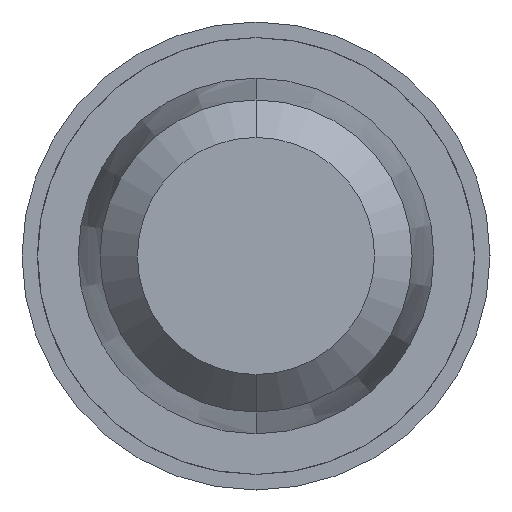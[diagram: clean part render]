
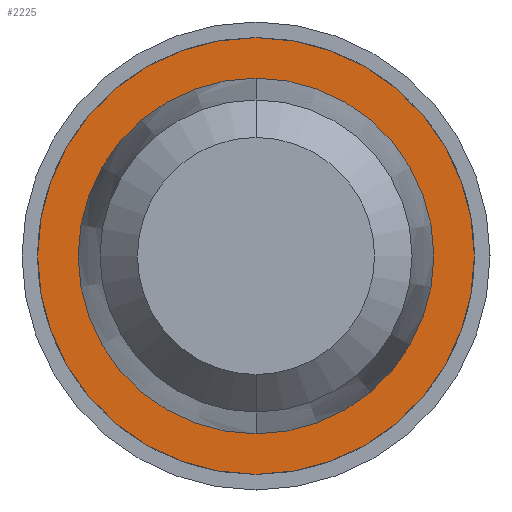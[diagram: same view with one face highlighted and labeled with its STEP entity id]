
A CAD part, front view. The second image highlights one B-rep face of the part: STEP entity #2225.
In plain terms, the highlighted planar face has unit normal (0, -1, 0).
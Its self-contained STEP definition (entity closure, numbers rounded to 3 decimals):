
#299 = VERTEX_POINT ( 'NONE', #946 ) ;
#346 = CARTESIAN_POINT ( 'NONE',  ( 0., 26., 0. ) ) ;
#421 = VERTEX_POINT ( 'NONE', #3126 ) ;
#520 = ORIENTED_EDGE ( 'NONE', *, *, #1789, .T. ) ;
#664 = DIRECTION ( 'NONE',  ( 0., 0., -1. ) ) ;
#810 = EDGE_LOOP ( 'NONE', ( #1178, #3896 ) ) ;
#820 = DIRECTION ( 'NONE',  ( 0., -1., 0. ) ) ;
#888 = DIRECTION ( 'NONE',  ( 0., 0., -1. ) ) ;
#946 = CARTESIAN_POINT ( 'NONE',  ( 0., 26., -0.7 ) ) ;
#1017 = VERTEX_POINT ( 'NONE', #2552 ) ;
#1153 = EDGE_LOOP ( 'NONE', ( #520, #1897 ) ) ;
#1178 = ORIENTED_EDGE ( 'NONE', *, *, #2685, .F. ) ;
#1241 = AXIS2_PLACEMENT_3D ( 'NONE', #346, #2115, #3338 ) ;
#1366 = FACE_OUTER_BOUND ( 'NONE', #1153, .T. ) ;
#1695 = AXIS2_PLACEMENT_3D ( 'NONE', #2626, #1778, #3009 ) ;
#1757 = AXIS2_PLACEMENT_3D ( 'NONE', #2042, #820, #3522 ) ;
#1778 = DIRECTION ( 'NONE',  ( 0., -1., 0. ) ) ;
#1789 = EDGE_CURVE ( 'Defeature ausgef�hrt2_13+Defeature ausgef�hrt2_14+Defeature ausgef�hrt2_14+Defeature ausgef�hrt2_14', #299, #3952, #2769, .T. ) ;
#1897 = ORIENTED_EDGE ( 'NONE', *, *, #2099, .T. ) ;
#2042 = CARTESIAN_POINT ( 'NONE',  ( 0.57, 26., 0. ) ) ;
#2099 = EDGE_CURVE ( 'Defeature ausgef�hrt2_13+Defeature ausgef�hrt2_14+Defeature ausgef�hrt2_14+Defeature ausgef�hrt2_14', #3952, #299, #2963, .T. ) ;
#2101 = DIRECTION ( 'NONE',  ( 0., -1., 0. ) ) ;
#2115 = DIRECTION ( 'NONE',  ( 0., -1., 0. ) ) ;
#2117 = EDGE_CURVE ( 'Defeature ausgef�hrt2_12+Defeature ausgef�hrt2_13+Defeature ausgef�hrt2_13+Defeature ausgef�hrt2_13', #1017, #421, #3477, .T. ) ;
#2203 = AXIS2_PLACEMENT_3D ( 'NONE', #3579, #3634, #888 ) ;
#2225 = ADVANCED_FACE ( 'Defeature ausgef�hrt2_13', ( #1366, #2601 ), #3263, .T. ) ;
#2320 = CARTESIAN_POINT ( 'NONE',  ( 0., 26., 0.7 ) ) ;
#2552 = CARTESIAN_POINT ( 'NONE',  ( 0., 26., -0.57 ) ) ;
#2601 = FACE_BOUND ( 'NONE', #810, .T. ) ;
#2626 = CARTESIAN_POINT ( 'NONE',  ( 0., 26., 0. ) ) ;
#2685 = EDGE_CURVE ( 'Defeature ausgef�hrt2_12+Defeature ausgef�hrt2_13+Defeature ausgef�hrt2_13+Defeature ausgef�hrt2_13', #421, #1017, #2903, .T. ) ;
#2769 = CIRCLE ( 'NONE', #1695, 0.7 ) ;
#2903 = CIRCLE ( 'NONE', #2203, 0.57 ) ;
#2963 = CIRCLE ( 'NONE', #1241, 0.7 ) ;
#3009 = DIRECTION ( 'NONE',  ( 0., 0., -1. ) ) ;
#3126 = CARTESIAN_POINT ( 'NONE',  ( 0., 26., 0.57 ) ) ;
#3263 = PLANE ( 'NONE',  #1757 ) ;
#3338 = DIRECTION ( 'NONE',  ( 0., 0., -1. ) ) ;
#3340 = AXIS2_PLACEMENT_3D ( 'NONE', #3397, #2101, #664 ) ;
#3397 = CARTESIAN_POINT ( 'NONE',  ( 0., 26., 0. ) ) ;
#3477 = CIRCLE ( 'NONE', #3340, 0.57 ) ;
#3522 = DIRECTION ( 'NONE',  ( 0., 0., -1. ) ) ;
#3579 = CARTESIAN_POINT ( 'NONE',  ( 0., 26., 0. ) ) ;
#3634 = DIRECTION ( 'NONE',  ( 0., -1., 0. ) ) ;
#3896 = ORIENTED_EDGE ( 'NONE', *, *, #2117, .F. ) ;
#3952 = VERTEX_POINT ( 'NONE', #2320 ) ;
